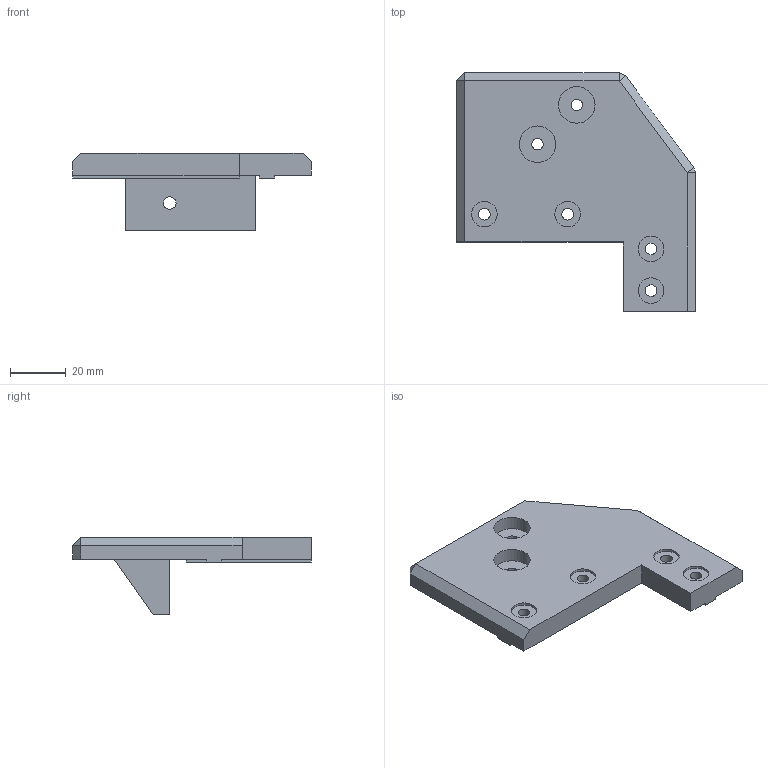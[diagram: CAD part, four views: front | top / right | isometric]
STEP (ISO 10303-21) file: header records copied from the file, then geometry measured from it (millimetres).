
FILE_DESCRIPTION(/* description */ (''),/* implementation_level */ '2;1');
FILE_NAME(/* name */ '5f0fb42a501a4d0fa6274481',/* time_stamp */ '2020-07-16T01:58:02+00:00',/* author */ (''),/* organization */ (''),/* preprocessor_version */ 'ST-DEVELOPER v16.7',/* originating_system */ $,/* authorisation */ $);
FILE_SCHEMA (('AUTOMOTIVE_DESIGN {1 0 10303 214 3 1 1}'));
Length unit declared in the file: metre
Products named in the file (1): CoreXYIdlerPlateOutboardMirrored
Bounding box: 86 x 86 x 28 mm (x, y, z)
Volume: 48064.3 mm3; surface area: 16827.6 mm2
Topology: 1 solids, 1 shells, 57 faces, 135 edges, 88 vertices
Faces by surface type: plane 43, cylinder 14
Full cylindrical faces by diameter (mm): 4.1 x2, 4.2 x4, 4.5 x1, 9.1 x1, 9.2 x4, 13.15 x2
Entity records: 1572 total; most frequent: DIRECTION 260, CARTESIAN_POINT 257, ORIENTED_EDGE 232, EDGE_CURVE 116, EDGE_LOOP 93, FACE_BOUND 93, LINE 88, VECTOR 88
